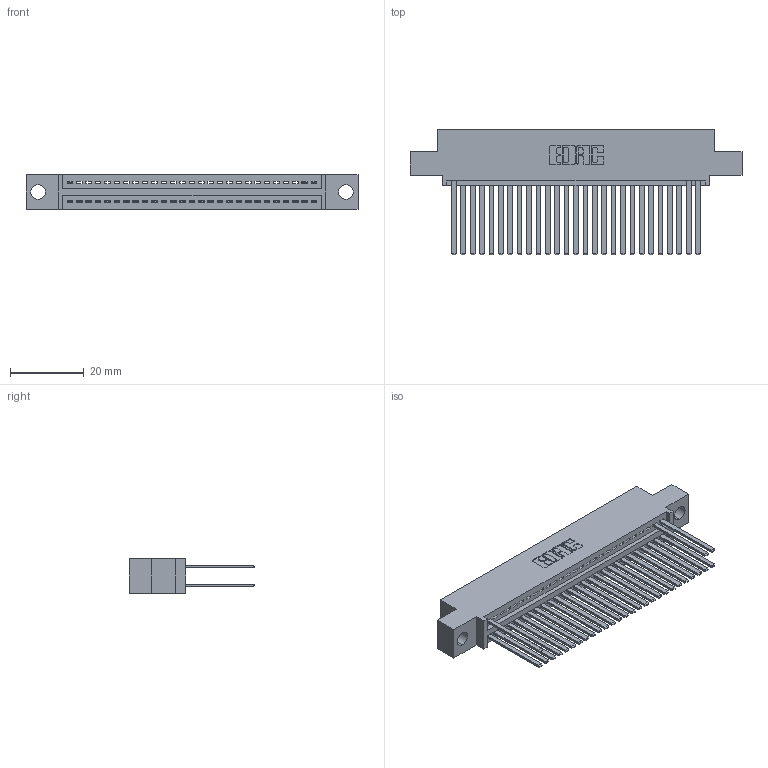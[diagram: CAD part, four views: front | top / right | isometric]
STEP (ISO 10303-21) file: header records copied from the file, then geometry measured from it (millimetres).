
FILE_DESCRIPTION (( 'STEP AP203' ), '1' );
FILE_NAME ('345-054-544-504.STEP', '2018-09-24T00:13:50', ( '' ), ( '' ), 'SwSTEP 2.0', 'SolidWorks 2016', '' );
FILE_SCHEMA (( 'CONFIG_CONTROL_DESIGN' ));
Length unit declared in the file: inch
Products named in the file (3): 345 Part_0.110 Offset - 0.156 Dia-TH; 345-292-001_345-293-144; 345-054-544-504
Assembly tree (31 placements, depth 2):
  345-054-544-504
    345 Part_0.110 Offset - 0.156 Dia-TH
    345-292-001_345-293-144  x30
Bounding box: 89.79 x 33.96 x 9.4 mm (x, y, z)
Volume: 8625.9 mm3; surface area: 12375.4 mm2
Topology: 31 solids, 31 shells, 1642 faces, 4931 edges, 3246 vertices
Faces by surface type: plane 1122, cylinder 520
Entity records: 22387 total; most frequent: CARTESIAN_POINT 3872, ORIENTED_EDGE 3830, DIRECTION 3403, EDGE_CURVE 1915, LINE 1679, VECTOR 1679, VERTEX_POINT 1274, AXIS2_PLACEMENT_3D 862
